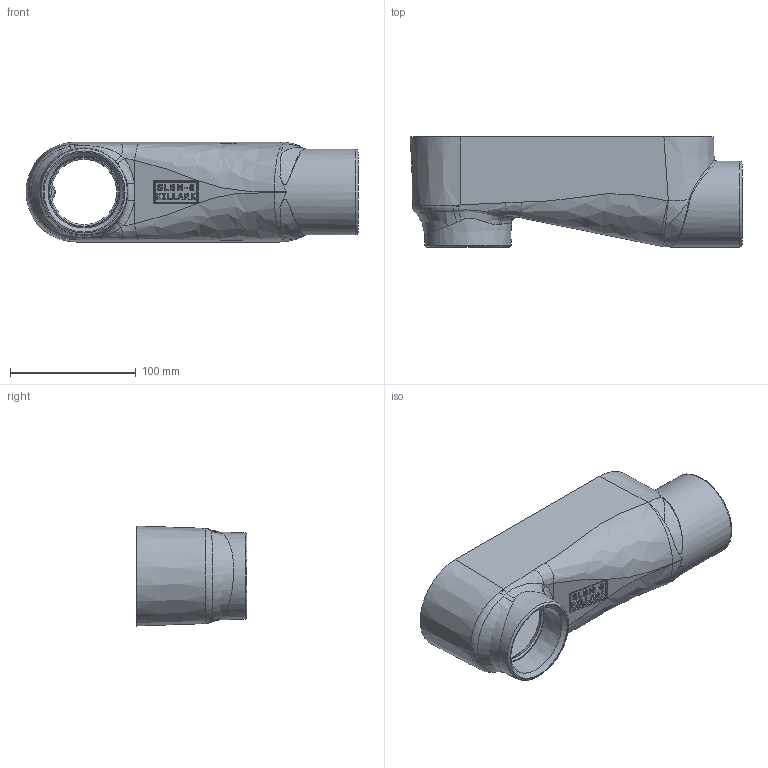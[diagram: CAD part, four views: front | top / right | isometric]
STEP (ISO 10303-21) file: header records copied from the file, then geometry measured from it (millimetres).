
FILE_DESCRIPTION(/* description */ (''),/* implementation_level */ '2;1');
FILE_NAME(/* name */ 'KIL_SLBM-6.stp',/* time_stamp */ '2020-09-29T18:25:44+06:00',/* author */ ('lsugumaran'),/* organization */ (''),/* preprocessor_version */ 'ST-DEVELOPER v18',/* originating_system */ 'Autodesk Inventor 2020',/* authorisation */ '');
FILE_SCHEMA (('AUTOMOTIVE_DESIGN { 1 0 10303 214 3 1 1 }'));
Length unit declared in the file: inch
Products named in the file (1): 0194842 -2
Bounding box: 263.52 x 87.31 x 79.38 mm (x, y, z)
Volume: 273668.5 mm3; surface area: 118475.6 mm2
Topology: 1 solids, 1 shells, 795 faces, 2128 edges, 1375 vertices
Faces by surface type: bspline 441, plane 269, cylinder 41, cone 23, torus 21
Full cylindrical faces by diameter (mm): 4.496 x2, 68.263 x1
Entity records: 44187 total; most frequent: CARTESIAN_POINT 27715, ORIENTED_EDGE 4228, EDGE_CURVE 2114, DIRECTION 1912, VERTEX_POINT 1375, B_SPLINE_CURVE_WITH_KNOTS 1087, EDGE_LOOP 855, LINE 852
